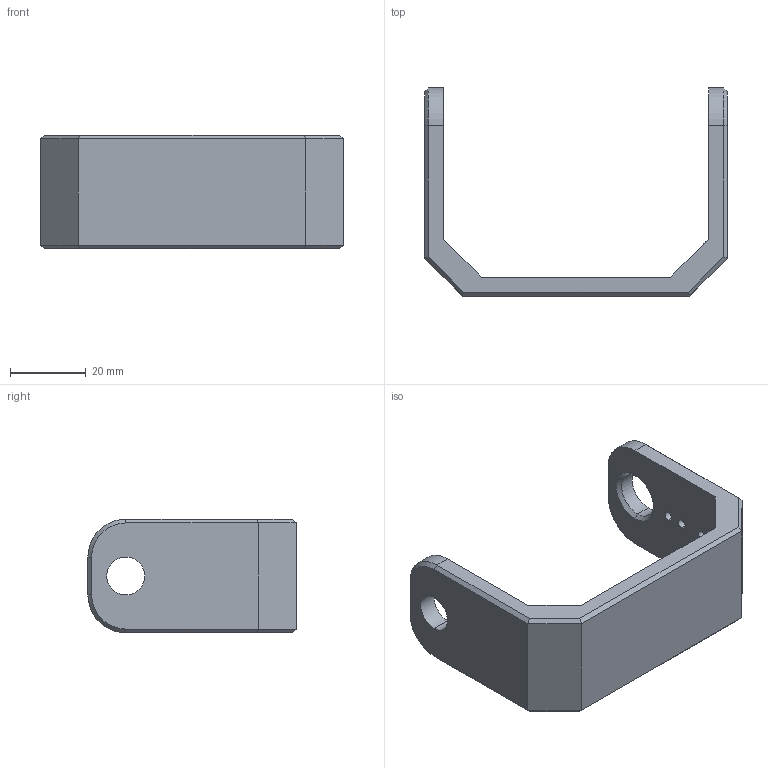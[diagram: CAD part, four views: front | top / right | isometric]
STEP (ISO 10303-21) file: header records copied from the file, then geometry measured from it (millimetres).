
FILE_DESCRIPTION (( 'STEP AP214' ), '1' );
FILE_NAME ('servo_hip_bracket.STEP', '2017-10-18T07:21:54', ( '' ), ( '' ), 'SwSTEP 2.0', 'SolidWorks 2013', '' );
FILE_SCHEMA (( 'AUTOMOTIVE_DESIGN' ));
Length unit declared in the file: millimetre
Products named in the file (1): servo_hip_bracket
Bounding box: 80 x 55 x 30 mm (x, y, z)
Volume: 25295.7 mm3; surface area: 11764.3 mm2
Topology: 1 solids, 1 shells, 48 faces, 121 edges, 74 vertices
Faces by surface type: plane 26, cylinder 16, cone 6
Entity records: 1480 total; most frequent: DIRECTION 255, CARTESIAN_POINT 247, ORIENTED_EDGE 242, EDGE_CURVE 121, AXIS2_PLACEMENT_3D 86, VECTOR 83, LINE 83, VERTEX_POINT 74
